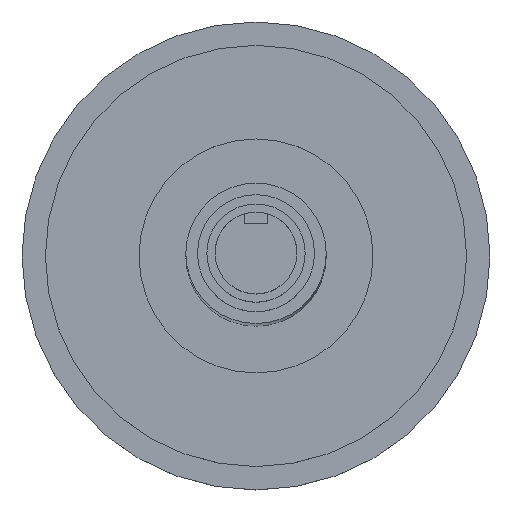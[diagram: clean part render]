
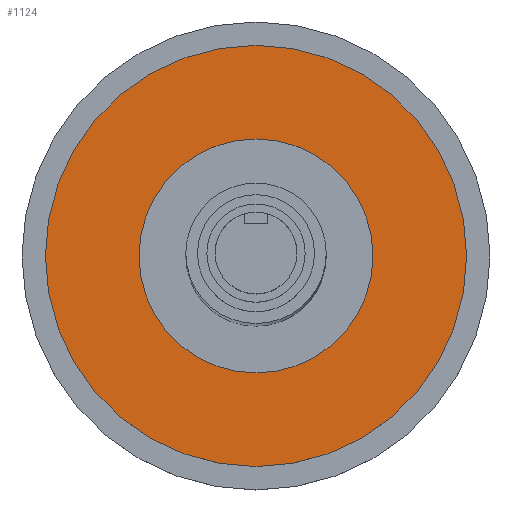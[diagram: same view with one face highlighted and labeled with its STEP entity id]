
A CAD part, top view. The second image highlights one B-rep face of the part: STEP entity #1124.
In plain terms, the highlighted planar face has unit normal (0, 0, 1).
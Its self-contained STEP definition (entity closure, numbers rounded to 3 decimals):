
#177=CARTESIAN_POINT('',(0.,0.,-690.14));
#178=DIRECTION('',(0.,0.,1.));
#179=DIRECTION('',(0.,1.,0.));
#180=AXIS2_PLACEMENT_3D('',#177,#178,#179);
#182=CARTESIAN_POINT('',(0.,0.,-690.14));
#183=DIRECTION('',(0.,0.,1.));
#184=DIRECTION('',(0.,-1.,0.));
#185=AXIS2_PLACEMENT_3D('',#182,#183,#184);
#187=CARTESIAN_POINT('',(0.,0.,-690.14));
#188=DIRECTION('',(0.,0.,1.));
#189=DIRECTION('',(0.,1.,0.));
#190=AXIS2_PLACEMENT_3D('',#187,#188,#189);
#192=CARTESIAN_POINT('',(0.,0.,-690.14));
#193=DIRECTION('',(0.,0.,1.));
#194=DIRECTION('',(0.,-1.,0.));
#195=AXIS2_PLACEMENT_3D('',#192,#193,#194);
#821=CARTESIAN_POINT('',(0.,90.,-690.14));
#822=CARTESIAN_POINT('',(0.,-90.,-690.14));
#823=VERTEX_POINT('',#821);
#824=VERTEX_POINT('',#822);
#845=CARTESIAN_POINT('',(0.,50.,-690.14));
#846=CARTESIAN_POINT('',(0.,-50.,-690.14));
#847=VERTEX_POINT('',#845);
#848=VERTEX_POINT('',#846);
#1108=CARTESIAN_POINT('',(0.,0.,-690.14));
#1109=DIRECTION('',(0.,0.,1.));
#1110=DIRECTION('',(0.,1.,0.));
#1111=AXIS2_PLACEMENT_3D('',#1108,#1109,#1110);
#1112=PLANE('',#1111);
#1114=ORIENTED_EDGE('',*,*,#1113,.F.);
#1116=ORIENTED_EDGE('',*,*,#1115,.F.);
#1117=EDGE_LOOP('',(#1114,#1116));
#1118=FACE_OUTER_BOUND('',#1117,.F.);
#1119=ORIENTED_EDGE('',*,*,#1098,.T.);
#1121=ORIENTED_EDGE('',*,*,#1120,.T.);
#1122=EDGE_LOOP('',(#1119,#1121));
#1123=FACE_BOUND('',#1122,.F.);
#1124=ADVANCED_FACE('',(#1118,#1123),#1112,.T.);
#181=CIRCLE('',#180,90.);
#186=CIRCLE('',#185,90.);
#191=CIRCLE('',#190,50.);
#196=CIRCLE('',#195,50.);
#1098=EDGE_CURVE('',#847,#848,#191,.T.);
#1113=EDGE_CURVE('',#823,#824,#181,.T.);
#1115=EDGE_CURVE('',#824,#823,#186,.T.);
#1120=EDGE_CURVE('',#848,#847,#196,.T.);
